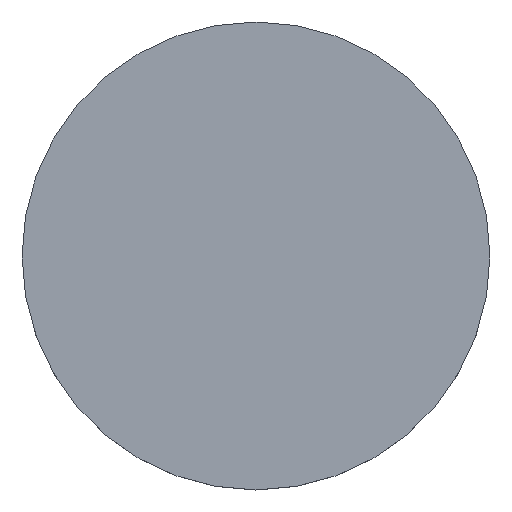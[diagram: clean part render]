
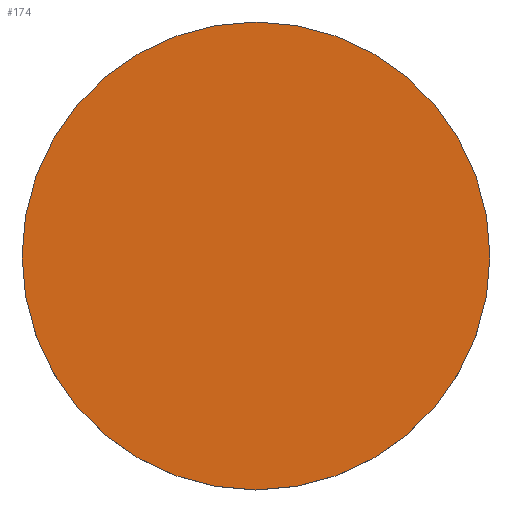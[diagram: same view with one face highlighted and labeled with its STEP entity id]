
A CAD part, top view. The second image highlights one B-rep face of the part: STEP entity #174.
In plain terms, the highlighted planar face has unit normal (0, 0, 1).
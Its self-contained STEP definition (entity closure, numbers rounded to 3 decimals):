
#13 = CARTESIAN_POINT ( 'NONE',  ( 0., 0., 6. ) ) ;
#34 = EDGE_CURVE ( 'NONE', #128, #234, #213, .T. ) ;
#44 = EDGE_CURVE ( 'NONE', #234, #128, #208, .T. ) ;
#51 = DIRECTION ( 'NONE',  ( 1., 0., 0. ) ) ;
#63 = AXIS2_PLACEMENT_3D ( 'NONE', #147, #162, #51 ) ;
#64 = ORIENTED_EDGE ( 'NONE', *, *, #44, .F. ) ;
#65 = DIRECTION ( 'NONE',  ( 0., 0., -1. ) ) ;
#68 = FACE_OUTER_BOUND ( 'NONE', #230, .T. ) ;
#70 = PLANE ( 'NONE',  #63 ) ;
#82 = DIRECTION ( 'NONE',  ( 1., 0., 0. ) ) ;
#105 = CARTESIAN_POINT ( 'NONE',  ( 0., 0., 6. ) ) ;
#128 = VERTEX_POINT ( 'NONE', #177 ) ;
#144 = DIRECTION ( 'NONE',  ( 0., 0., -1. ) ) ;
#146 = AXIS2_PLACEMENT_3D ( 'NONE', #13, #144, #82 ) ;
#147 = CARTESIAN_POINT ( 'NONE',  ( 0., 52.02, 6. ) ) ;
#162 = DIRECTION ( 'NONE',  ( 0., 0., 1. ) ) ;
#173 = DIRECTION ( 'NONE',  ( 1., 0., 0. ) ) ;
#174 = ADVANCED_FACE ( 'NONE', ( #68 ), #70, .T. ) ;
#177 = CARTESIAN_POINT ( 'NONE',  ( -25.4, 0., 6. ) ) ;
#199 = ORIENTED_EDGE ( 'NONE', *, *, #34, .F. ) ;
#208 = CIRCLE ( 'NONE', #146, 25.4 ) ;
#213 = CIRCLE ( 'NONE', #233, 25.4 ) ;
#216 = CARTESIAN_POINT ( 'NONE',  ( 25.4, 0., 6. ) ) ;
#230 = EDGE_LOOP ( 'NONE', ( #64, #199 ) ) ;
#233 = AXIS2_PLACEMENT_3D ( 'NONE', #105, #65, #173 ) ;
#234 = VERTEX_POINT ( 'NONE', #216 ) ;
